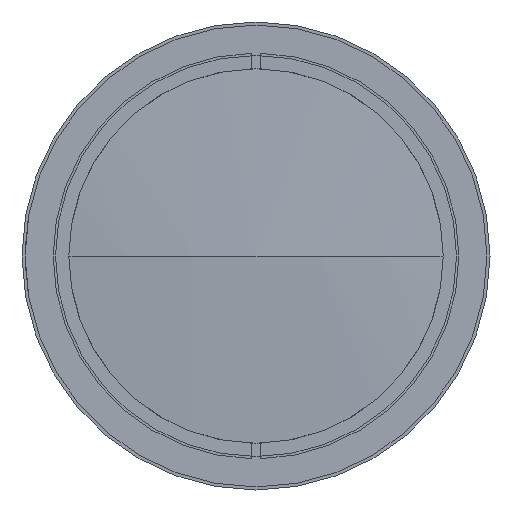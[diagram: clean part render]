
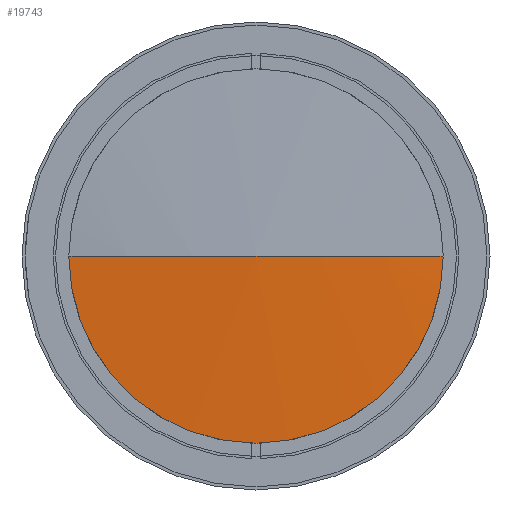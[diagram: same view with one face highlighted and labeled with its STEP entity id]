
A CAD part, left-side view. The second image highlights one B-rep face of the part: STEP entity #19743.
In plain terms, the highlighted spherical face has radius 327.942 mm.
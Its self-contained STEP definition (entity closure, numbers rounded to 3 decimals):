
#384 = VERTEX_POINT ( 'NONE', #16344 ) ;
#1299 = ORIENTED_EDGE ( 'NONE', *, *, #40139, .T. ) ;
#1509 = DIRECTION ( 'NONE',  ( 0., 1., 0. ) ) ;
#4326 = AXIS2_PLACEMENT_3D ( 'NONE', #39148, #13955, #7826 ) ;
#4560 = CARTESIAN_POINT ( 'NONE',  ( 1.448, -30.788, 0. ) ) ;
#5641 = CARTESIAN_POINT ( 'NONE',  ( 1.448, 30.788, 0. ) ) ;
#7826 = DIRECTION ( 'NONE',  ( 0., 0., 1. ) ) ;
#8787 = CARTESIAN_POINT ( 'NONE',  ( 1.448, 0., 0. ) ) ;
#8790 = AXIS2_PLACEMENT_3D ( 'NONE', #34845, #16863, #1509 ) ;
#10119 = EDGE_LOOP ( 'NONE', ( #14569, #1299, #31357, #16915 ) ) ;
#11651 = DIRECTION ( 'NONE',  ( 1., 0., 0. ) ) ;
#13955 = DIRECTION ( 'NONE',  ( -1., 0., 0. ) ) ;
#14569 = ORIENTED_EDGE ( 'NONE', *, *, #38895, .T. ) ;
#14923 = CARTESIAN_POINT ( 'NONE',  ( 327.942, 0., 0. ) ) ;
#15410 = AXIS2_PLACEMENT_3D ( 'NONE', #8787, #21286, #18010 ) ;
#16344 = CARTESIAN_POINT ( 'NONE',  ( 0., 0., 0. ) ) ;
#16863 = DIRECTION ( 'NONE',  ( 0., 0., -1. ) ) ;
#16915 = ORIENTED_EDGE ( 'NONE', *, *, #24011, .F. ) ;
#18010 = DIRECTION ( 'NONE',  ( 0., 0., 1. ) ) ;
#19743 = ADVANCED_FACE ( 'NONE', ( #35685 ), #19913, .T. ) ;
#19913 = SPHERICAL_SURFACE ( 'NONE', #8790, 327.942 ) ;
#20638 = CIRCLE ( 'NONE', #4326, 30.788 ) ;
#21286 = DIRECTION ( 'NONE',  ( -1., 0., 0. ) ) ;
#21342 = CARTESIAN_POINT ( 'NONE',  ( 1.448, 0., -30.788 ) ) ;
#22032 = EDGE_CURVE ( 'NONE', #22570, #384, #28530, .T. ) ;
#22570 = VERTEX_POINT ( 'NONE', #4560 ) ;
#24011 = EDGE_CURVE ( 'NONE', #34910, #384, #38081, .T. ) ;
#25206 = CIRCLE ( 'NONE', #15410, 30.788 ) ;
#28295 = AXIS2_PLACEMENT_3D ( 'NONE', #14923, #36618, #11651 ) ;
#28530 = CIRCLE ( 'NONE', #39000, 327.942 ) ;
#28737 = DIRECTION ( 'NONE',  ( 0., 1., 0. ) ) ;
#28926 = DIRECTION ( 'NONE',  ( 0., 0., -1. ) ) ;
#31357 = ORIENTED_EDGE ( 'NONE', *, *, #22032, .T. ) ;
#34845 = CARTESIAN_POINT ( 'NONE',  ( 327.942, 0., 0. ) ) ;
#34910 = VERTEX_POINT ( 'NONE', #5641 ) ;
#35274 = VERTEX_POINT ( 'NONE', #21342 ) ;
#35685 = FACE_OUTER_BOUND ( 'NONE', #10119, .T. ) ;
#36618 = DIRECTION ( 'NONE',  ( 0., 0., 1. ) ) ;
#38081 = CIRCLE ( 'NONE', #28295, 327.942 ) ;
#38132 = CARTESIAN_POINT ( 'NONE',  ( 327.942, 0., 0. ) ) ;
#38895 = EDGE_CURVE ( 'NONE', #34910, #35274, #20638, .T. ) ;
#39000 = AXIS2_PLACEMENT_3D ( 'NONE', #38132, #28926, #28737 ) ;
#39148 = CARTESIAN_POINT ( 'NONE',  ( 1.448, 0., 0. ) ) ;
#40139 = EDGE_CURVE ( 'NONE', #35274, #22570, #25206, .T. ) ;
